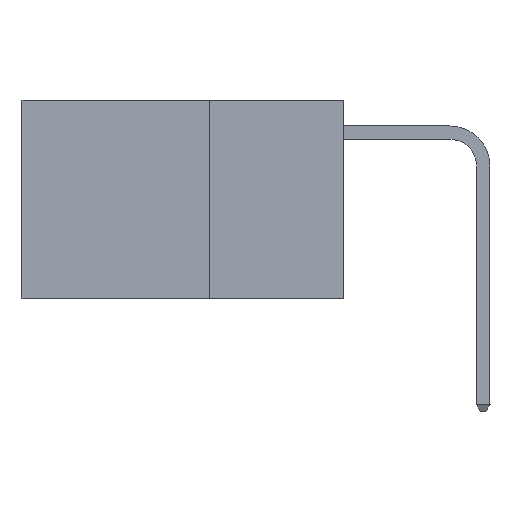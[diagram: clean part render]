
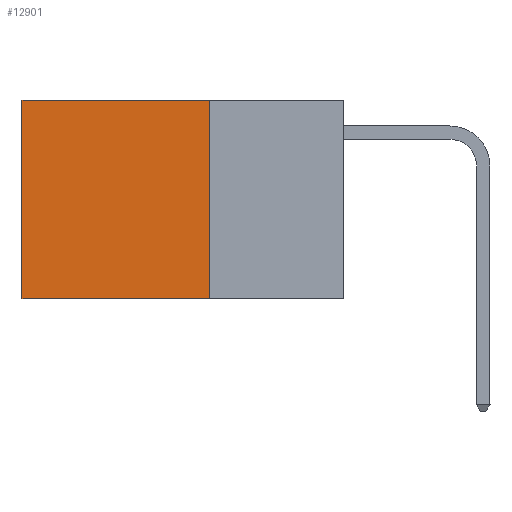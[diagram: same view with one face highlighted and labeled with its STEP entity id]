
A CAD part, left-side view. The second image highlights one B-rep face of the part: STEP entity #12901.
In plain terms, the highlighted planar face has unit normal (-1, 0, 0).
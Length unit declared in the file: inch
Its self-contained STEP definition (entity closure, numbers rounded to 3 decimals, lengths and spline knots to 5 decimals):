
#151 = VECTOR ( 'NONE', #4046, 39.37008 ) ;
#220 = ORIENTED_EDGE ( 'NONE', *, *, #12179, .F. ) ;
#314 = VERTEX_POINT ( 'NONE', #12564 ) ;
#1079 = CARTESIAN_POINT ( 'NONE',  ( 0.2625, 0.25, 0. ) ) ;
#2040 = DIRECTION ( 'NONE',  ( 0., 0., -1. ) ) ;
#2571 = ORIENTED_EDGE ( 'NONE', *, *, #6273, .T. ) ;
#2868 = VECTOR ( 'NONE', #5178, 39.37008 ) ;
#3195 = CARTESIAN_POINT ( 'NONE',  ( 0.2625, 0.6, 0. ) ) ;
#3521 = CARTESIAN_POINT ( 'NONE',  ( 0.2625, 0.25, -0.37 ) ) ;
#4046 = DIRECTION ( 'NONE',  ( 0., 0., -1. ) ) ;
#4062 = PLANE ( 'NONE',  #8114 ) ;
#4102 = CARTESIAN_POINT ( 'NONE',  ( 0.2625, 0.6, 0. ) ) ;
#4204 = CARTESIAN_POINT ( 'NONE',  ( 0.2625, 0.25, 0. ) ) ;
#4321 = ORIENTED_EDGE ( 'NONE', *, *, #11944, .F. ) ;
#4503 = VERTEX_POINT ( 'NONE', #13027 ) ;
#5117 = LINE ( 'NONE', #4102, #9519 ) ;
#5178 = DIRECTION ( 'NONE',  ( 0., 1., 0. ) ) ;
#5205 = CARTESIAN_POINT ( 'NONE',  ( 0.2625, 0.25, 0. ) ) ;
#5311 = VERTEX_POINT ( 'NONE', #4204 ) ;
#5578 = LINE ( 'NONE', #3521, #10666 ) ;
#6273 = EDGE_CURVE ( 'NONE', #8936, #314, #5117, .T. ) ;
#6293 = EDGE_CURVE ( 'NONE', #5311, #8936, #11286, .T. ) ;
#7539 = DIRECTION ( 'NONE',  ( 0., 1., 0. ) ) ;
#7914 = ORIENTED_EDGE ( 'NONE', *, *, #6293, .T. ) ;
#8114 = AXIS2_PLACEMENT_3D ( 'NONE', #5205, #12238, #2040 ) ;
#8936 = VERTEX_POINT ( 'NONE', #3195 ) ;
#9519 = VECTOR ( 'NONE', #13016, 39.37008 ) ;
#10085 = LINE ( 'NONE', #11029, #151 ) ;
#10666 = VECTOR ( 'NONE', #7539, 39.37008 ) ;
#11021 = EDGE_LOOP ( 'NONE', ( #2571, #220, #4321, #7914 ) ) ;
#11029 = CARTESIAN_POINT ( 'NONE',  ( 0.2625, 0.25, 0. ) ) ;
#11286 = LINE ( 'NONE', #1079, #2868 ) ;
#11944 = EDGE_CURVE ( 'NONE', #5311, #4503, #10085, .T. ) ;
#12179 = EDGE_CURVE ( 'NONE', #4503, #314, #5578, .T. ) ;
#12238 = DIRECTION ( 'NONE',  ( 1., 0., 0. ) ) ;
#12564 = CARTESIAN_POINT ( 'NONE',  ( 0.2625, 0.6, -0.37 ) ) ;
#12901 = ADVANCED_FACE ( 'NONE', ( #13256 ), #4062, .F. ) ;
#13016 = DIRECTION ( 'NONE',  ( 0., 0., -1. ) ) ;
#13027 = CARTESIAN_POINT ( 'NONE',  ( 0.2625, 0.25, -0.37 ) ) ;
#13256 = FACE_OUTER_BOUND ( 'NONE', #11021, .T. ) ;
